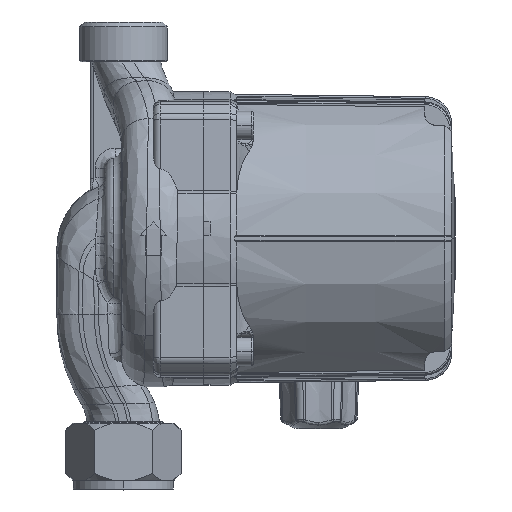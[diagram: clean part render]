
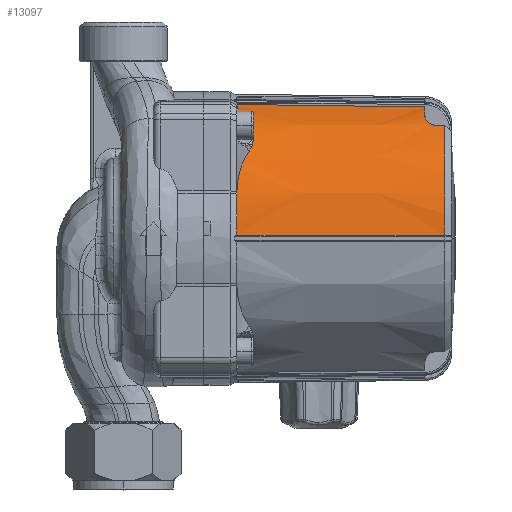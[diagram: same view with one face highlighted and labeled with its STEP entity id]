
A CAD part, front view. The second image highlights one B-rep face of the part: STEP entity #13097.
In plain terms, the highlighted conical face has half-angle 0.7 degrees and reference radius 41.906 mm.
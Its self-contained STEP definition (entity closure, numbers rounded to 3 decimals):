
#154=CARTESIAN_POINT('',(-64.5,0.,0.));
#155=DIRECTION('',(-1.,0.,0.));
#156=DIRECTION('',(0.,-1.,0.024));
#157=AXIS2_PLACEMENT_3D('',#154,#155,#156);
#162=CARTESIAN_POINT('',(-64.5,-40.24,13.));
#163=CARTESIAN_POINT('',(-64.5,-39.813,14.322));
#164=CARTESIAN_POINT('',(-64.344,-38.847,16.86));
#165=CARTESIAN_POINT('',(-63.649,-37.139,20.318));
#166=CARTESIAN_POINT('',(-62.489,-35.218,23.456));
#167=CARTESIAN_POINT('',(-61.394,-33.825,25.342));
#168=CARTESIAN_POINT('',(-60.763,-33.111,26.232));
#173=CARTESIAN_POINT('',(-60.763,-33.111,26.232));
#174=CARTESIAN_POINT('',(-60.557,-32.878,26.521));
#175=CARTESIAN_POINT('',(-60.359,-32.612,26.844));
#176=CARTESIAN_POINT('',(-60.19,-32.334,27.173));
#177=CARTESIAN_POINT('',(-60.176,-32.311,27.2));
#182=CARTESIAN_POINT('',(-60.176,-32.311,27.2));
#183=CARTESIAN_POINT('',(-60.037,-32.078,27.474));
#184=CARTESIAN_POINT('',(-59.788,-31.571,28.056));
#185=CARTESIAN_POINT('',(-59.589,-30.874,28.816));
#186=CARTESIAN_POINT('',(-59.529,-30.417,29.291));
#187=CARTESIAN_POINT('',(-59.516,-30.252,29.461));
#192=CARTESIAN_POINT('',(-59.514,-29.487,30.226));
#193=CARTESIAN_POINT('',(-59.507,-29.574,30.142));
#194=CARTESIAN_POINT('',(-59.5,-29.745,29.973));
#195=CARTESIAN_POINT('',(-59.501,-29.999,29.719));
#196=CARTESIAN_POINT('',(-59.509,-30.168,29.547));
#197=CARTESIAN_POINT('',(-59.516,-30.252,29.461));
#202=CARTESIAN_POINT('',(-59.514,-29.487,30.226));
#203=CARTESIAN_POINT('',(-59.527,-29.309,30.401));
#204=CARTESIAN_POINT('',(-59.587,-28.825,30.866));
#205=CARTESIAN_POINT('',(-59.788,-28.056,31.571));
#206=CARTESIAN_POINT('',(-60.037,-27.474,32.078));
#207=CARTESIAN_POINT('',(-60.176,-27.2,32.31));
#212=CARTESIAN_POINT('',(-60.176,-27.2,32.31));
#213=CARTESIAN_POINT('',(-60.19,-27.173,32.334));
#214=CARTESIAN_POINT('',(-60.359,-26.844,32.612));
#215=CARTESIAN_POINT('',(-60.557,-26.521,32.878));
#216=CARTESIAN_POINT('',(-60.763,-26.232,33.111));
#221=CARTESIAN_POINT('',(-60.763,-26.232,33.111));
#222=CARTESIAN_POINT('',(-61.394,-25.342,33.825));
#223=CARTESIAN_POINT('',(-62.49,-23.456,35.219));
#224=CARTESIAN_POINT('',(-63.649,-20.318,37.139));
#225=CARTESIAN_POINT('',(-64.344,-16.86,38.847));
#226=CARTESIAN_POINT('',(-64.5,-14.322,39.813));
#227=CARTESIAN_POINT('',(-64.5,-13.,40.24));
#232=CARTESIAN_POINT('',(-64.5,-13.,40.24));
#233=CARTESIAN_POINT('',(-58.195,-13.,40.159));
#234=CARTESIAN_POINT('',(-45.603,-13.,39.998));
#235=CARTESIAN_POINT('',(-26.77,-13.,39.756));
#236=CARTESIAN_POINT('',(-14.251,-13.,39.595));
#237=CARTESIAN_POINT('',(-8.,-13.,39.514));
#242=CARTESIAN_POINT('',(-8.,0.,0.));
#243=DIRECTION('',(1.,0.,0.));
#244=DIRECTION('',(0.,-0.313,0.95));
#245=AXIS2_PLACEMENT_3D('',#242,#243,#244);
#250=CARTESIAN_POINT('',(-5.037,-23.815,34.062));
#251=CARTESIAN_POINT('',(-4.53,-23.813,34.055));
#252=CARTESIAN_POINT('',(-3.518,-23.81,34.043));
#253=CARTESIAN_POINT('',(-2.506,-23.806,34.031));
#254=CARTESIAN_POINT('',(-2.,-23.804,34.024));
#259=CARTESIAN_POINT('',(-2.,0.,0.));
#260=DIRECTION('',(1.,0.,0.));
#261=DIRECTION('',(0.,-0.573,0.819));
#262=AXIS2_PLACEMENT_3D('',#259,#260,#261);
#267=DIRECTION('',(-1.,-0.012,0.));
#268=VECTOR('',#267,62.505);
#269=CARTESIAN_POINT('',(-2.,-41.512,1.));
#270=LINE('',#269,#268);
#8287=CARTESIAN_POINT('',(-5.037,-23.815,
34.062));
#8288=CARTESIAN_POINT('',(-5.203,-23.816,
34.064));
#8289=CARTESIAN_POINT('',(-5.542,-23.779,
34.095));
#8290=CARTESIAN_POINT('',(-6.071,-23.579,
34.241));
#8291=CARTESIAN_POINT('',(-6.559,-23.242,
34.479));
#8292=CARTESIAN_POINT('',(-7.,-22.763,
34.804));
#8293=CARTESIAN_POINT('',(-7.352,-22.192,
35.177));
#8294=CARTESIAN_POINT('',(-7.631,-21.529,
35.591));
#8295=CARTESIAN_POINT('',(-7.838,-20.764,
36.047));
#8296=CARTESIAN_POINT('',(-7.969,-19.889,
36.539));
#8297=CARTESIAN_POINT('',(-8.,-19.235,36.886));
#8298=CARTESIAN_POINT('',(-8.,-18.89,37.061));
#10126=CARTESIAN_POINT('',(-59.514,-29.487,
30.226));
#11554=VERTEX_POINT('',#8287);
#11555=VERTEX_POINT('',#8298);
#11939=VERTEX_POINT('',#254);
#12092=CARTESIAN_POINT('',(-8.,-13.,39.514));
#12094=VERTEX_POINT('',#12092);
#12379=CARTESIAN_POINT('',(-2.,-41.512,1.));
#12380=CARTESIAN_POINT('',(-64.5,-42.276,1.));
#12381=VERTEX_POINT('',#12379);
#12382=VERTEX_POINT('',#12380);
#12521=VERTEX_POINT('',#162);
#12522=VERTEX_POINT('',#168);
#12523=VERTEX_POINT('',#177);
#12524=VERTEX_POINT('',#212);
#12525=VERTEX_POINT('',#216);
#12526=VERTEX_POINT('',#227);
#12611=VERTEX_POINT('',#10126);
#12612=VERTEX_POINT('',#187);
#13062=CARTESIAN_POINT('',(-33.25,0.,0.));
#13063=DIRECTION('',(-1.,0.,0.));
#13064=DIRECTION('',(0.,1.,0.));
#13065=AXIS2_PLACEMENT_3D('',#13062,#13063,#13064);
#13066=CONICAL_SURFACE('',#13065,41.906,0.7);
#13068=ORIENTED_EDGE('',*,*,#13067,.T.);
#13070=ORIENTED_EDGE('',*,*,#13069,.T.);
#13072=ORIENTED_EDGE('',*,*,#13071,.T.);
#13074=ORIENTED_EDGE('',*,*,#13073,.T.);
#13076=ORIENTED_EDGE('',*,*,#13075,.F.);
#13078=ORIENTED_EDGE('',*,*,#13077,.T.);
#13080=ORIENTED_EDGE('',*,*,#13079,.T.);
#13082=ORIENTED_EDGE('',*,*,#13081,.T.);
#13084=ORIENTED_EDGE('',*,*,#13083,.T.);
#13086=ORIENTED_EDGE('',*,*,#13085,.T.);
#13088=ORIENTED_EDGE('',*,*,#13087,.F.);
#13090=ORIENTED_EDGE('',*,*,#13089,.T.);
#13092=ORIENTED_EDGE('',*,*,#13091,.T.);
#13094=ORIENTED_EDGE('',*,*,#13093,.T.);
#13095=EDGE_LOOP('',(#13068,#13070,#13072,#13074,#13076,#13078,#13080,#13082,
#13084,#13086,#13088,#13090,#13092,#13094));
#13096=FACE_OUTER_BOUND('',#13095,.F.);
#13097=ADVANCED_FACE('',(#13096),#13066,.T.);
#158=CIRCLE('',#157,42.288);
#169=B_SPLINE_CURVE_WITH_KNOTS('',3,(#162,#163,#164,#165,#166,#167,#168),
.UNSPECIFIED.,.F.,.F.,(4,1,1,1,4),(0.,0.25,0.5,0.75,1.),
.UNSPECIFIED.);
#178=B_SPLINE_CURVE_WITH_KNOTS('',3,(#173,#174,#175,#176,#177),.UNSPECIFIED.,
.F.,.F.,(4,1,4),(0.,0.917,1.),.UNSPECIFIED.);
#188=B_SPLINE_CURVE_WITH_KNOTS('',3,(#182,#183,#184,#185,#186,#187),
.UNSPECIFIED.,.F.,.F.,(4,1,1,4),(0.,0.368,0.773,1.),
.UNSPECIFIED.);
#198=B_SPLINE_CURVE_WITH_KNOTS('',3,(#192,#193,#194,#195,#196,#197),
.UNSPECIFIED.,.F.,.F.,(4,1,1,4),(0.,0.333,0.667,1.),
.UNSPECIFIED.);
#208=B_SPLINE_CURVE_WITH_KNOTS('',3,(#202,#203,#204,#205,#206,#207),
.UNSPECIFIED.,.F.,.F.,(4,1,1,4),(0.,0.236,0.636,1.),
.UNSPECIFIED.);
#217=B_SPLINE_CURVE_WITH_KNOTS('',3,(#212,#213,#214,#215,#216),.UNSPECIFIED.,
.F.,.F.,(4,1,4),(0.,0.083,1.),.UNSPECIFIED.);
#228=B_SPLINE_CURVE_WITH_KNOTS('',3,(#221,#222,#223,#224,#225,#226,#227),
.UNSPECIFIED.,.F.,.F.,(4,1,1,1,4),(0.,0.25,0.5,0.75,1.),
.UNSPECIFIED.);
#238=B_SPLINE_CURVE_WITH_KNOTS('',3,(#232,#233,#234,#235,#236,#237),
.UNSPECIFIED.,.F.,.F.,(4,1,1,4),(0.,0.333,0.667,1.),
.UNSPECIFIED.);
#246=CIRCLE('',#245,41.598);
#255=B_SPLINE_CURVE_WITH_KNOTS('',3,(#250,#251,#252,#253,#254),.UNSPECIFIED.,
.F.,.F.,(4,1,4),(0.,0.5,1.),.UNSPECIFIED.);
#263=CIRCLE('',#262,41.524);
#8299=B_SPLINE_CURVE_WITH_KNOTS('',3,(#8287,#8288,#8289,#8290,#8291,#8292,#8293,
#8294,#8295,#8296,#8297,#8298),.UNSPECIFIED.,.F.,.F.,(4,1,1,1,1,1,1,1,1,4),
(0.,0.111,0.222,0.333,0.444,
0.556,0.667,0.778,0.889,1.),
.UNSPECIFIED.);
#13067=EDGE_CURVE('',#12382,#12521,#158,.T.);
#13069=EDGE_CURVE('',#12521,#12522,#169,.T.);
#13071=EDGE_CURVE('',#12522,#12523,#178,.T.);
#13073=EDGE_CURVE('',#12523,#12612,#188,.T.);
#13075=EDGE_CURVE('',#12611,#12612,#198,.T.);
#13077=EDGE_CURVE('',#12611,#12524,#208,.T.);
#13079=EDGE_CURVE('',#12524,#12525,#217,.T.);
#13081=EDGE_CURVE('',#12525,#12526,#228,.T.);
#13083=EDGE_CURVE('',#12526,#12094,#238,.T.);
#13085=EDGE_CURVE('',#12094,#11555,#246,.T.);
#13087=EDGE_CURVE('',#11554,#11555,#8299,.T.);
#13089=EDGE_CURVE('',#11554,#11939,#255,.T.);
#13091=EDGE_CURVE('',#11939,#12381,#263,.T.);
#13093=EDGE_CURVE('',#12381,#12382,#270,.T.);
